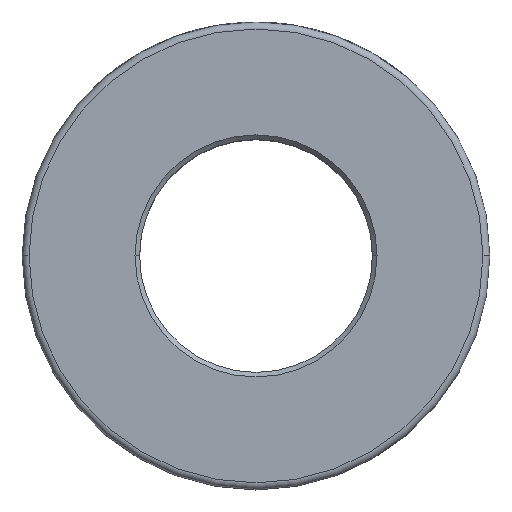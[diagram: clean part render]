
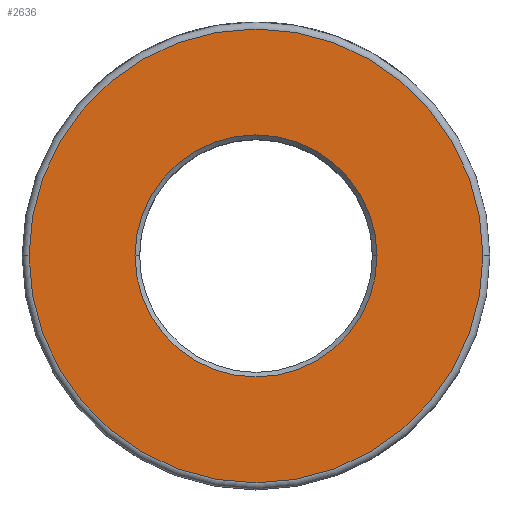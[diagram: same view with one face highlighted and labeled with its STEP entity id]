
A CAD part, top view. The second image highlights one B-rep face of the part: STEP entity #2636.
In plain terms, the highlighted planar face has unit normal (0, 0, 1).
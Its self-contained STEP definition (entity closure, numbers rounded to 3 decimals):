
#52 = VERTEX_POINT ( 'NONE', #161 ) ;
#97 = AXIS2_PLACEMENT_3D ( 'NONE', #2151, #1485, #1093 ) ;
#128 = ORIENTED_EDGE ( 'NONE', *, *, #1198, .T. ) ;
#151 = CARTESIAN_POINT ( 'NONE',  ( 0., 0., 9.5 ) ) ;
#161 = CARTESIAN_POINT ( 'NONE',  ( 13.2, 0., 9.5 ) ) ;
#197 = CARTESIAN_POINT ( 'NONE',  ( -13.2, 0., 9.5 ) ) ;
#349 = CARTESIAN_POINT ( 'NONE',  ( 0., 0., 9.5 ) ) ;
#542 = DIRECTION ( 'NONE',  ( 1., 0., 0. ) ) ;
#731 = DIRECTION ( 'NONE',  ( 0., 0., 1. ) ) ;
#751 = ORIENTED_EDGE ( 'NONE', *, *, #1192, .T. ) ;
#966 = CIRCLE ( 'NONE', #2711, 13.2 ) ;
#971 = CARTESIAN_POINT ( 'NONE',  ( 0., 0., 9.5 ) ) ;
#1093 = DIRECTION ( 'NONE',  ( 1., 0., 0. ) ) ;
#1124 = CIRCLE ( 'NONE', #1141, 24.75 ) ;
#1141 = AXIS2_PLACEMENT_3D ( 'NONE', #971, #1418, #1175 ) ;
#1160 = EDGE_CURVE ( 'NONE', #1406, #52, #966, .T. ) ;
#1175 = DIRECTION ( 'NONE',  ( 1., 0., 0. ) ) ;
#1192 = EDGE_CURVE ( 'NONE', #52, #1406, #2555, .T. ) ;
#1198 = EDGE_CURVE ( 'NONE', #1819, #2620, #1124, .T. ) ;
#1295 = ORIENTED_EDGE ( 'NONE', *, *, #1160, .T. ) ;
#1402 = EDGE_CURVE ( 'NONE', #2620, #1819, #2640, .T. ) ;
#1406 = VERTEX_POINT ( 'NONE', #197 ) ;
#1418 = DIRECTION ( 'NONE',  ( 0., 0., 1. ) ) ;
#1485 = DIRECTION ( 'NONE',  ( 0., 0., 1. ) ) ;
#1512 = AXIS2_PLACEMENT_3D ( 'NONE', #151, #731, #2192 ) ;
#1634 = CARTESIAN_POINT ( 'NONE',  ( 24.75, 0., 9.5 ) ) ;
#1715 = EDGE_LOOP ( 'NONE', ( #2748, #128 ) ) ;
#1818 = DIRECTION ( 'NONE',  ( 1., 0., 0. ) ) ;
#1819 = VERTEX_POINT ( 'NONE', #2537 ) ;
#1996 = PLANE ( 'NONE',  #1512 ) ;
#2151 = CARTESIAN_POINT ( 'NONE',  ( 0., 0., 9.5 ) ) ;
#2192 = DIRECTION ( 'NONE',  ( 1., 0., 0. ) ) ;
#2242 = DIRECTION ( 'NONE',  ( 0., 0., -1. ) ) ;
#2253 = CARTESIAN_POINT ( 'NONE',  ( 0., 0., 9.5 ) ) ;
#2287 = DIRECTION ( 'NONE',  ( 0., 0., -1. ) ) ;
#2450 = AXIS2_PLACEMENT_3D ( 'NONE', #2253, #2242, #542 ) ;
#2537 = CARTESIAN_POINT ( 'NONE',  ( -24.75, 0., 9.5 ) ) ;
#2555 = CIRCLE ( 'NONE', #2450, 13.2 ) ;
#2611 = EDGE_LOOP ( 'NONE', ( #751, #1295 ) ) ;
#2620 = VERTEX_POINT ( 'NONE', #1634 ) ;
#2636 = ADVANCED_FACE ( 'NONE', ( #2791, #2709 ), #1996, .T. ) ;
#2640 = CIRCLE ( 'NONE', #97, 24.75 ) ;
#2709 = FACE_BOUND ( 'NONE', #2611, .T. ) ;
#2711 = AXIS2_PLACEMENT_3D ( 'NONE', #349, #2287, #1818 ) ;
#2748 = ORIENTED_EDGE ( 'NONE', *, *, #1402, .T. ) ;
#2791 = FACE_OUTER_BOUND ( 'NONE', #1715, .T. ) ;
